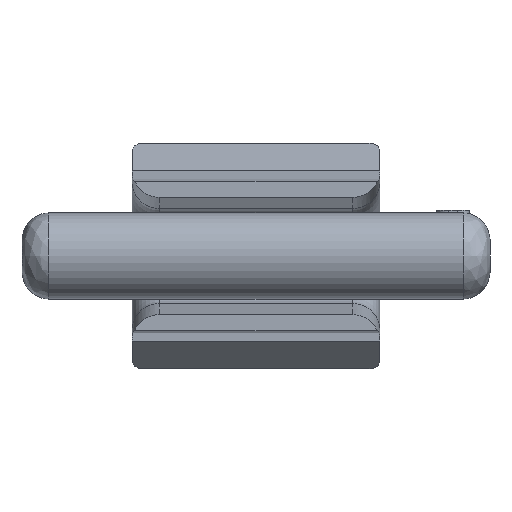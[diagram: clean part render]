
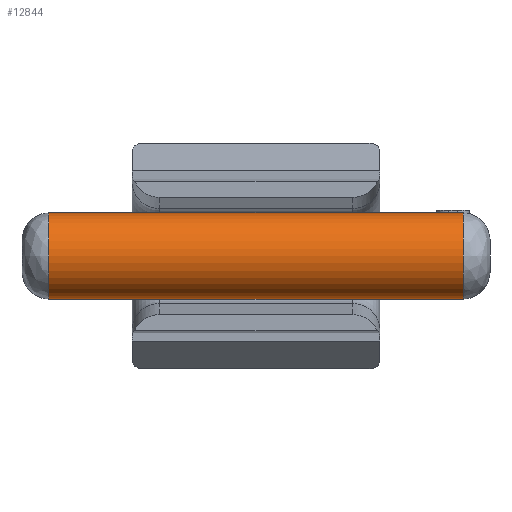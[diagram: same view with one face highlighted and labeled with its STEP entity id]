
A CAD part, front view. The second image highlights one B-rep face of the part: STEP entity #12844.
In plain terms, the highlighted cylindrical face has radius 8 mm (diameter 16 mm), a partial arc.
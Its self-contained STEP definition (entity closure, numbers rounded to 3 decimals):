
#8737=CARTESIAN_POINT('',(38.5,-48.,0.));
#8738=DIRECTION('',(-1.,0.,0.));
#8739=DIRECTION('',(0.,0.,-1.));
#8740=AXIS2_PLACEMENT_3D('',#8737,#8738,#8739);
#9397=DIRECTION('',(1.,0.,0.));
#9398=VECTOR('',#9397,77.);
#9399=CARTESIAN_POINT('',(-38.5,-48.,-8.));
#9400=LINE('',#9399,#9398);
#9401=CARTESIAN_POINT('',(-38.5,-48.,0.));
#9402=DIRECTION('',(-1.,0.,0.));
#9403=DIRECTION('',(0.,0.,-1.));
#9404=AXIS2_PLACEMENT_3D('',#9401,#9402,#9403);
#9406=DIRECTION('',(1.,0.,0.));
#9407=VECTOR('',#9406,77.);
#9408=CARTESIAN_POINT('',(-38.5,-48.,8.));
#9409=LINE('',#9408,#9407);
#9796=CARTESIAN_POINT('',(-38.5,-48.,8.));
#9798=VERTEX_POINT('',#9796);
#9849=CARTESIAN_POINT('',(38.5,-48.,8.));
#9850=VERTEX_POINT('',#9849);
#9860=CARTESIAN_POINT('',(-38.5,-48.,-8.));
#9862=VERTEX_POINT('',#9860);
#9892=CARTESIAN_POINT('',(38.5,-48.,-8.));
#9894=VERTEX_POINT('',#9892);
#12833=CARTESIAN_POINT('',(100.207,-48.,0.));
#12834=DIRECTION('',(1.,0.,0.));
#12835=DIRECTION('',(0.,0.,1.));
#12836=AXIS2_PLACEMENT_3D('',#12833,#12834,#12835);
#12837=CYLINDRICAL_SURFACE('',#12836,8.);
#12838=ORIENTED_EDGE('',*,*,#11800,.F.);
#12839=ORIENTED_EDGE('',*,*,#11148,.F.);
#12840=ORIENTED_EDGE('',*,*,#11986,.T.);
#12841=ORIENTED_EDGE('',*,*,#10096,.T.);
#12842=EDGE_LOOP('',(#12838,#12839,#12840,#12841));
#12843=FACE_OUTER_BOUND('',#12842,.F.);
#12844=ADVANCED_FACE('',(#12843),#12837,.T.);
#8741=CIRCLE('',#8740,8.);
#9405=CIRCLE('',#9404,8.);
#10096=EDGE_CURVE('',#9798,#9850,#9409,.T.);
#11148=EDGE_CURVE('',#9862,#9894,#9400,.T.);
#11800=EDGE_CURVE('',#9894,#9850,#8741,.T.);
#11986=EDGE_CURVE('',#9862,#9798,#9405,.T.);
